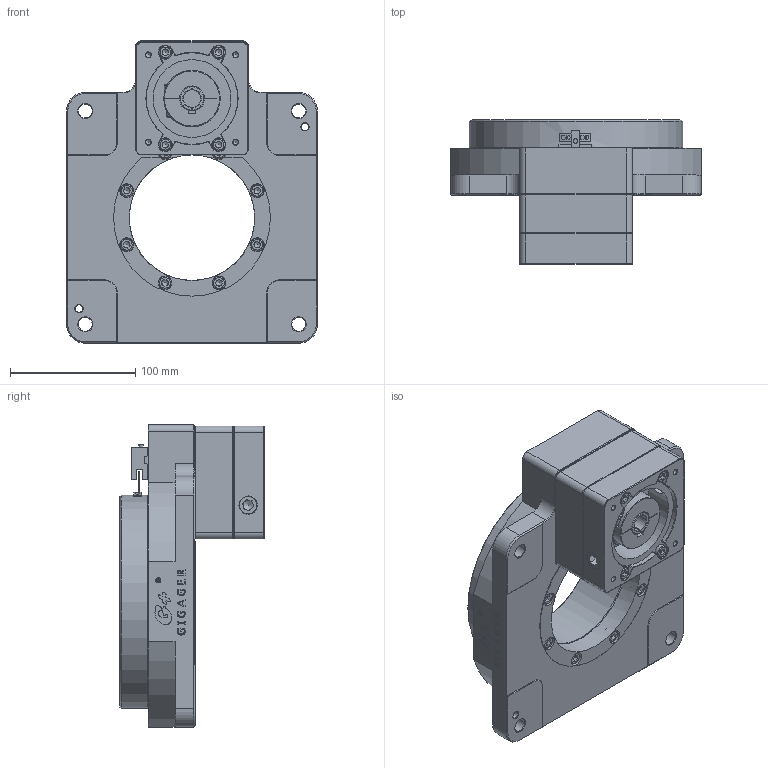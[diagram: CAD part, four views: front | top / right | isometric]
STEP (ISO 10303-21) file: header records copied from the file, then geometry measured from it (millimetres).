
FILE_DESCRIPTION (( 'STEP AP203' ), '1' );
FILE_NAME ('GSN200-10K-ST1-010W.step', '2021-06-01T02:23:29', ( 'Microsoft' ), ( 'Microsoft' ), 'SwSTEP 2.0', 'SolidWorks 2019', '' );
FILE_SCHEMA (( 'CONFIG_CONTROL_DESIGN' ));
Length unit declared in the file: millimetre
Products named in the file (1): GSN200-10K-ST1-010W
Bounding box: 200 x 115 x 241 mm (x, y, z)
Volume: 1645171.7 mm3; surface area: 329162.5 mm2
Topology: 24 solids, 24 shells, 1060 faces, 2571 edges, 1617 vertices
Faces by surface type: plane 518, cylinder 232, cone 164, bspline 107, torus 39
Full cylindrical faces by diameter (mm): 1.5 x1, 2.05 x2, 2.5 x2, 3.5 x1, 4.2 x4, 5 x23, 6 x19, 6.5 x6, 6.6 x8, 7.5 x4, 8 x2, 10 x13, 11 x16, 12 x4, 14 x3, 16 x2, 19 x1, 20.32 x1, 25.5 x1, 37 x1, 44.9 x1, 45 x2, 62 x1, 70 x2, 71 x2, 100 x2, 110 x1, 125 x2, 135.5 x1, 138 x1
Entity records: 33455 total; most frequent: CARTESIAN_POINT 10513, DIRECTION 4530, ORIENTED_EDGE 4412, EDGE_CURVE 2206, AXIS2_PLACEMENT_3D 1669, VERTEX_POINT 1532, EDGE_LOOP 1478, FACE_OUTER_BOUND 1215
